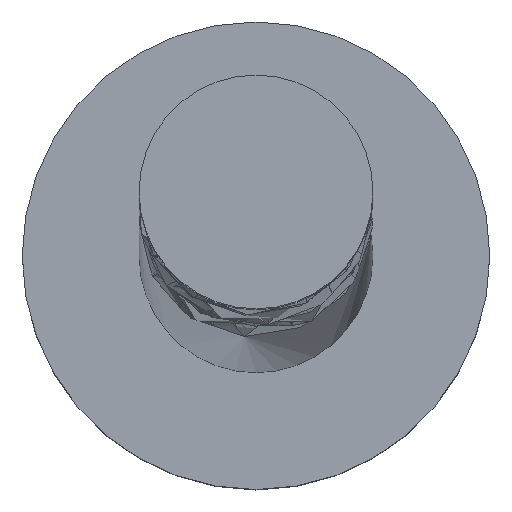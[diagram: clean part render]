
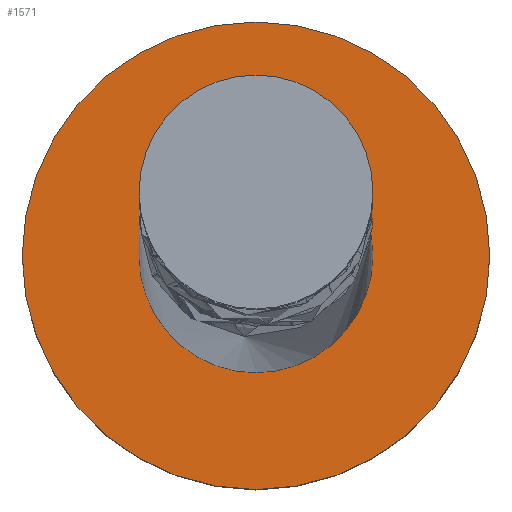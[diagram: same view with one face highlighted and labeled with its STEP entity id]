
A CAD part, top view. The second image highlights one B-rep face of the part: STEP entity #1571.
In plain terms, the highlighted planar face has unit normal (0, 0, 1).
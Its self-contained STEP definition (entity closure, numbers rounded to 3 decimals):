
#23 = EDGE_CURVE ( 'NONE', #1040, #1440, #1267, .T. ) ;
#54 = CARTESIAN_POINT ( 'NONE',  ( 1., 0., 2. ) ) ;
#216 = ORIENTED_EDGE ( 'NONE', *, *, #664, .T. ) ;
#219 = AXIS2_PLACEMENT_3D ( 'NONE', #987, #1572, #1297 ) ;
#332 = CARTESIAN_POINT ( 'NONE',  ( 0., 0., 2. ) ) ;
#426 = DIRECTION ( 'NONE',  ( 1., 0., 0. ) ) ;
#437 = CARTESIAN_POINT ( 'NONE',  ( 0., 0., 2. ) ) ;
#446 = CIRCLE ( 'NONE', #1260, 2. ) ;
#459 = PLANE ( 'NONE',  #1324 ) ;
#494 = ORIENTED_EDGE ( 'NONE', *, *, #23, .F. ) ;
#541 = ORIENTED_EDGE ( 'NONE', *, *, #1699, .T. ) ;
#577 = FACE_OUTER_BOUND ( 'NONE', #799, .T. ) ;
#648 = CIRCLE ( 'NONE', #1535, 1. ) ;
#654 = AXIS2_PLACEMENT_3D ( 'NONE', #437, #1415, #1127 ) ;
#664 = EDGE_CURVE ( 'NONE', #1768, #1311, #446, .T. ) ;
#687 = CARTESIAN_POINT ( 'NONE',  ( -1., 0., 2. ) ) ;
#751 = DIRECTION ( 'NONE',  ( 0., 0., 1. ) ) ;
#799 = EDGE_LOOP ( 'NONE', ( #541, #216 ) ) ;
#809 = EDGE_LOOP ( 'NONE', ( #920, #494 ) ) ;
#846 = CARTESIAN_POINT ( 'NONE',  ( 0., 0., 2. ) ) ;
#860 = DIRECTION ( 'NONE',  ( 1., 0., 0. ) ) ;
#920 = ORIENTED_EDGE ( 'NONE', *, *, #1179, .F. ) ;
#987 = CARTESIAN_POINT ( 'NONE',  ( 0., 0., 2. ) ) ;
#1040 = VERTEX_POINT ( 'NONE', #54 ) ;
#1127 = DIRECTION ( 'NONE',  ( 1., 0., 0. ) ) ;
#1179 = EDGE_CURVE ( 'NONE', #1440, #1040, #648, .T. ) ;
#1232 = DIRECTION ( 'NONE',  ( 0., 0., 1. ) ) ;
#1243 = CARTESIAN_POINT ( 'NONE',  ( 0., 0., 2. ) ) ;
#1260 = AXIS2_PLACEMENT_3D ( 'NONE', #1243, #1232, #1374 ) ;
#1267 = CIRCLE ( 'NONE', #654, 1. ) ;
#1276 = DIRECTION ( 'NONE',  ( 0., 0., 1. ) ) ;
#1297 = DIRECTION ( 'NONE',  ( 1., 0., 0. ) ) ;
#1311 = VERTEX_POINT ( 'NONE', #1513 ) ;
#1324 = AXIS2_PLACEMENT_3D ( 'NONE', #846, #1276, #426 ) ;
#1374 = DIRECTION ( 'NONE',  ( 1., 0., 0. ) ) ;
#1415 = DIRECTION ( 'NONE',  ( 0., 0., 1. ) ) ;
#1430 = CARTESIAN_POINT ( 'NONE',  ( 2., 0., 2. ) ) ;
#1440 = VERTEX_POINT ( 'NONE', #687 ) ;
#1513 = CARTESIAN_POINT ( 'NONE',  ( -2., 0., 2. ) ) ;
#1535 = AXIS2_PLACEMENT_3D ( 'NONE', #332, #751, #860 ) ;
#1552 = FACE_BOUND ( 'NONE', #809, .T. ) ;
#1562 = CIRCLE ( 'NONE', #219, 2. ) ;
#1571 = ADVANCED_FACE ( 'NONE', ( #1552, #577 ), #459, .T. ) ;
#1572 = DIRECTION ( 'NONE',  ( 0., 0., 1. ) ) ;
#1699 = EDGE_CURVE ( 'NONE', #1311, #1768, #1562, .T. ) ;
#1768 = VERTEX_POINT ( 'NONE', #1430 ) ;
